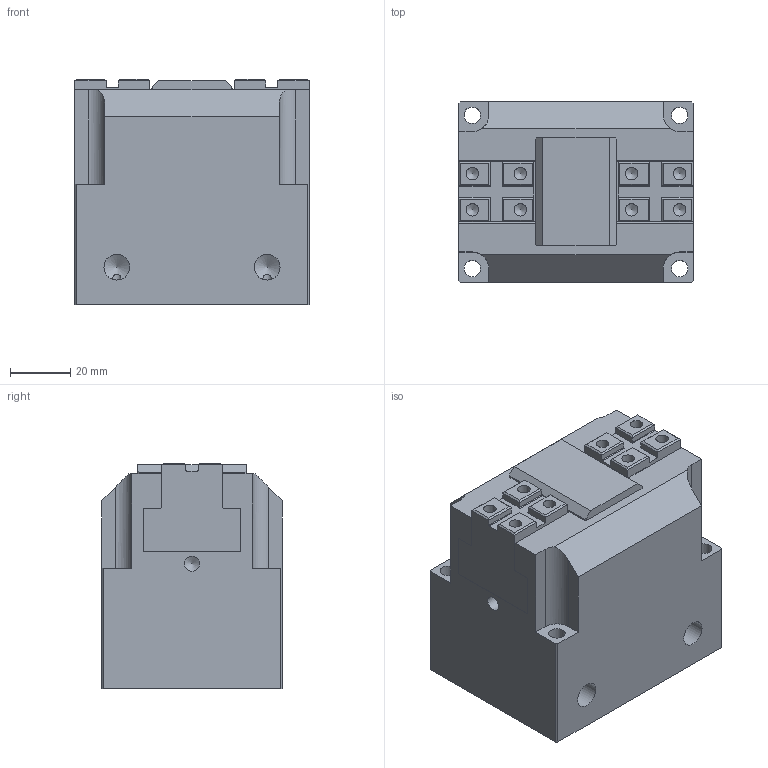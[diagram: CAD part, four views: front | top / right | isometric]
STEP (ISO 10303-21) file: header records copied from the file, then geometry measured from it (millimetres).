
FILE_DESCRIPTION(/* description */ (''),/* implementation_level */ '2;1');
FILE_NAME(/* name */ 'MAP 60.stp',/* time_stamp */ '2017-07-11T10:30:32+02:00',/* author */ ('Tecnico'),/* organization */ (''),/* preprocessor_version */ 'ST-DEVELOPER v16.5',/* originating_system */ 'Autodesk Inventor 2017',/* authorisation */ '');
FILE_SCHEMA (('AUTOMOTIVE_DESIGN { 1 0 10303 214 3 1 1 }'));
Length unit declared in the file: millimetre
Products named in the file (4): MAP 60; Corpo; Coperchio; Griffa
Assembly tree (4 placements, depth 2):
  MAP 60
    Corpo
    Griffa  x2
    Coperchio
Bounding box: 78 x 60 x 75 mm (x, y, z)
Volume: 311156.6 mm3; surface area: 52490.7 mm2
Topology: 4 solids, 4 shells, 218 faces, 569 edges, 364 vertices
Faces by surface type: plane 145, cylinder 52, cone 21
Full cylindrical faces by diameter (mm): 2.459 x4, 3.242 x3, 4 x4, 4.134 x8, 5 x2, 5.5 x4, 6 x2, 8 x3, 8.566 x2
Entity records: 4619 total; most frequent: CARTESIAN_POINT 846, DIRECTION 765, ORIENTED_EDGE 694, EDGE_CURVE 347, LINE 255, VECTOR 255, AXIS2_PLACEMENT_3D 255, VERTEX_POINT 244
